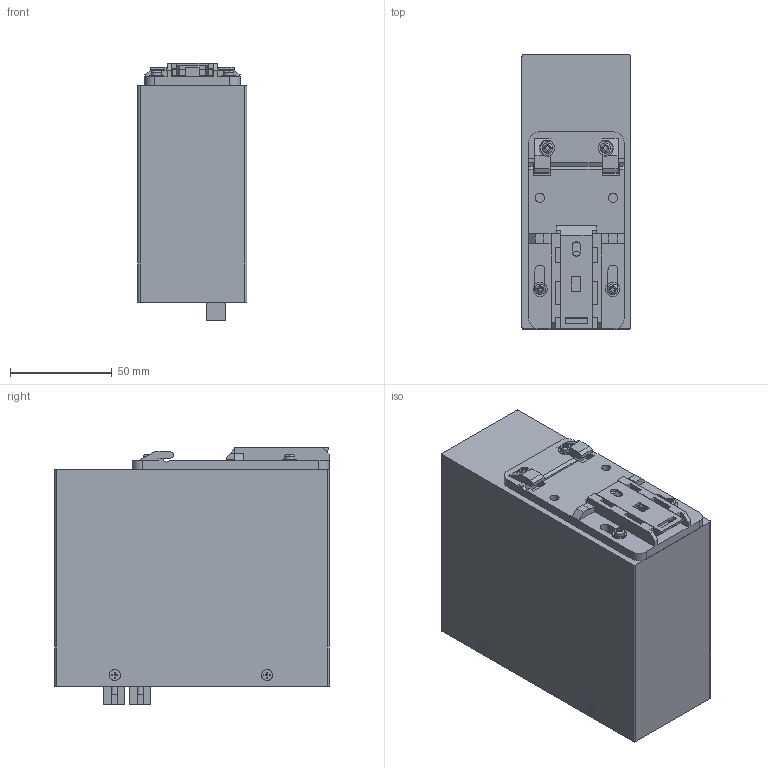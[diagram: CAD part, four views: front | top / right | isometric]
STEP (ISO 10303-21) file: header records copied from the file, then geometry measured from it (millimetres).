
FILE_DESCRIPTION (( 'STEP AP214' ), '1' );
FILE_NAME ('SE2-SW8M-2P.STEP', '2017-04-03T12:21:39', ( '' ), ( '' ), 'SwSTEP 2.0', 'SolidWorks 2017', '' );
FILE_SCHEMA (( 'AUTOMOTIVE_DESIGN' ));
Length unit declared in the file: inch
Products named in the file (3): Weidmiller_DINRC_1; SE2-SW8M-2P_1; SE2-SW8M-2P
Assembly tree (2 placements, depth 2):
  SE2-SW8M-2P
    SE2-SW8M-2P_1
    Weidmiller_DINRC_1
Bounding box: 54 x 135 x 126.62 mm (x, y, z)
Surface area: 76061.8 mm2 (no closed solid volume)
Topology: 0 solids, 11 shells, 1149 faces, 3090 edges, 2059 vertices
Faces by surface type: plane 831, bspline 277, cylinder 39, torus 2
Full cylindrical faces by diameter (mm): 2.51 x2, 4.197 x2, 4.5 x5, 5.1 x4, 5.5 x2, 7 x4
Entity records: 54040 total; most frequent: CARTESIAN_POINT 22319, ORIENTED_EDGE 6134, DIRECTION 4275, EDGE_CURVE 3067, VECTOR 2345, LINE 2345, VERTEX_POINT 2055, EDGE_LOOP 1288
